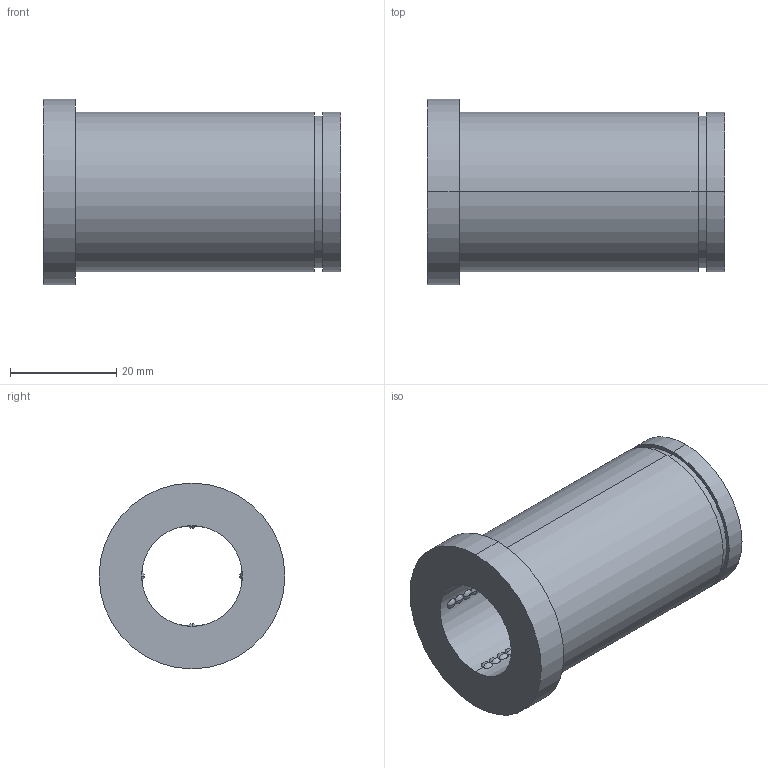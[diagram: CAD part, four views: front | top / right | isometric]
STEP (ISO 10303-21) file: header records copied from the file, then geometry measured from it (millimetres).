
FILE_DESCRIPTION(('STEP AP214'),'1');
FILE_NAME('cctmp_73F28B0C-4CAF-4F4F-958F-7850D8D3EFD6_2023_07_12_08_25_30_0302_9972..stp','2023-07-12T06:25:30',('HASCO Hasenclever GmbH & Co. KG'),('CADClick - www.CADClick.com'),'Spatial InterOp 3D',' ','unknown authorization');
FILE_SCHEMA(('AUTOMOTIVE_DESIGN'));
Length unit declared in the file: millimetre
Products named in the file (1): Z1100/56x18
Bounding box: 56 x 35 x 35 mm (x, y, z)
Volume: 25223.3 mm3; surface area: 10263.6 mm2
Topology: 1 solids, 1 shells, 215 faces, 624 edges, 416 vertices
Faces by surface type: sphere 200, cylinder 10, plane 5
Entity records: 13498 total; most frequent: CARTESIAN_POINT 6356, ORIENTED_EDGE 1248, DIRECTION 1068, EDGE_CURVE 624, AXIS2_PLACEMENT_3D 528, VERTEX_POINT 416, CIRCLE 312, B_SPLINE_CURVE_WITH_KNOTS 300
